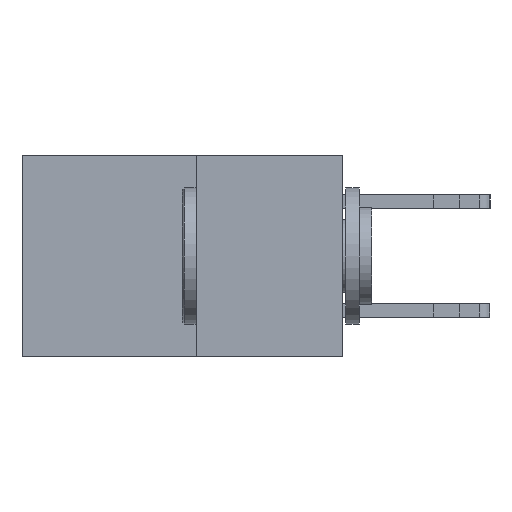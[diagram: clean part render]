
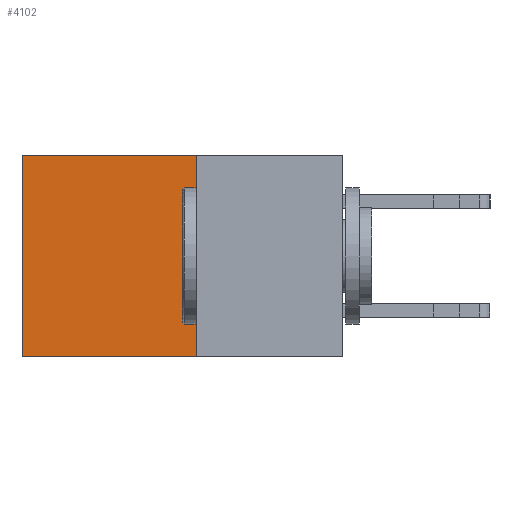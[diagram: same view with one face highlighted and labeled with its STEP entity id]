
A CAD part, left-side view. The second image highlights one B-rep face of the part: STEP entity #4102.
In plain terms, the highlighted planar face has unit normal (-1, 0, 0).
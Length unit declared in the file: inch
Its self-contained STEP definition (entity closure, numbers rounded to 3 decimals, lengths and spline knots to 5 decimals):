
#359 = EDGE_CURVE ( 'NONE', #6888, #4364, #7591, .T. ) ;
#2179 = VERTEX_POINT ( 'NONE', #10133 ) ;
#2368 = ORIENTED_EDGE ( 'NONE', *, *, #20984, .F. ) ;
#2504 = VERTEX_POINT ( 'NONE', #17149 ) ;
#2540 = LINE ( 'NONE', #3353, #17046 ) ;
#2828 = LINE ( 'NONE', #9110, #15722 ) ;
#3115 = VECTOR ( 'NONE', #10893, 39.37008 ) ;
#3353 = CARTESIAN_POINT ( 'NONE',  ( 0.277, 0.27, -0.37 ) ) ;
#4102 = ADVANCED_FACE ( 'NONE', ( #18128 ), #17743, .F. ) ;
#4364 = VERTEX_POINT ( 'NONE', #14106 ) ;
#5450 = EDGE_LOOP ( 'NONE', ( #21643, #2368, #12193, #7847 ) ) ;
#6888 = VERTEX_POINT ( 'NONE', #16528 ) ;
#7207 = CARTESIAN_POINT ( 'NONE',  ( 0.277, 0.27, 0. ) ) ;
#7381 = VECTOR ( 'NONE', #18994, 39.37008 ) ;
#7591 = LINE ( 'NONE', #16486, #3115 ) ;
#7847 = ORIENTED_EDGE ( 'NONE', *, *, #9649, .T. ) ;
#7892 = LINE ( 'NONE', #7207, #7381 ) ;
#9110 = CARTESIAN_POINT ( 'NONE',  ( 0.277, 0.27, -0.37 ) ) ;
#9649 = EDGE_CURVE ( 'NONE', #2504, #6888, #7892, .T. ) ;
#10133 = CARTESIAN_POINT ( 'NONE',  ( 0.277, 0.27, -0.37 ) ) ;
#10893 = DIRECTION ( 'NONE',  ( 0., 0., -1. ) ) ;
#12193 = ORIENTED_EDGE ( 'NONE', *, *, #20429, .F. ) ;
#13386 = DIRECTION ( 'NONE',  ( 0., 1., 0. ) ) ;
#14106 = CARTESIAN_POINT ( 'NONE',  ( 0.277, 0.59, -0.37 ) ) ;
#14152 = DIRECTION ( 'NONE',  ( 0., 0., -1. ) ) ;
#15461 = AXIS2_PLACEMENT_3D ( 'NONE', #17918, #17720, #17519 ) ;
#15722 = VECTOR ( 'NONE', #14152, 39.37008 ) ;
#16486 = CARTESIAN_POINT ( 'NONE',  ( 0.277, 0.59, -0.37 ) ) ;
#16528 = CARTESIAN_POINT ( 'NONE',  ( 0.277, 0.59, 0. ) ) ;
#17046 = VECTOR ( 'NONE', #13386, 39.37008 ) ;
#17149 = CARTESIAN_POINT ( 'NONE',  ( 0.277, 0.27, 0. ) ) ;
#17519 = DIRECTION ( 'NONE',  ( 0., 0., -1. ) ) ;
#17720 = DIRECTION ( 'NONE',  ( 1., 0., 0. ) ) ;
#17743 = PLANE ( 'NONE',  #15461 ) ;
#17918 = CARTESIAN_POINT ( 'NONE',  ( 0.277, 0.27, -0.37 ) ) ;
#18128 = FACE_OUTER_BOUND ( 'NONE', #5450, .T. ) ;
#18994 = DIRECTION ( 'NONE',  ( 0., 1., 0. ) ) ;
#20429 = EDGE_CURVE ( 'NONE', #2504, #2179, #2828, .T. ) ;
#20984 = EDGE_CURVE ( 'NONE', #2179, #4364, #2540, .T. ) ;
#21643 = ORIENTED_EDGE ( 'NONE', *, *, #359, .T. ) ;
